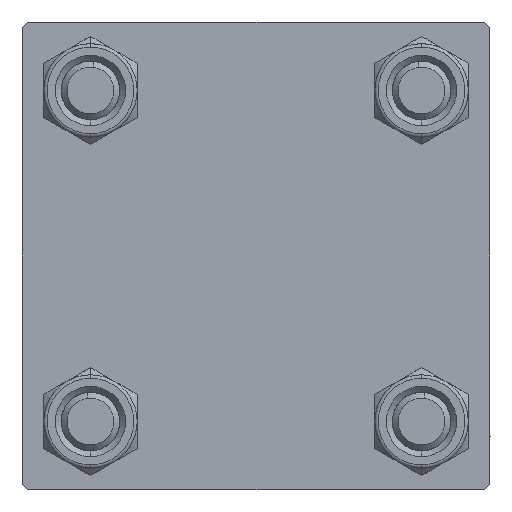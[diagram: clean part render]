
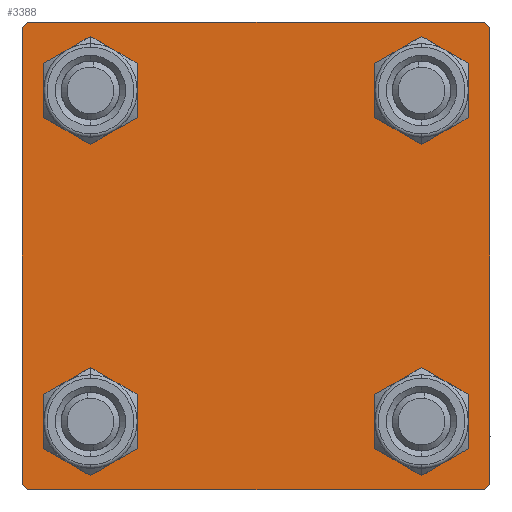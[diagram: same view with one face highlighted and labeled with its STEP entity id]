
A CAD part, left-side view. The second image highlights one B-rep face of the part: STEP entity #3388.
In plain terms, the highlighted planar face has unit normal (-1, 0, 0).
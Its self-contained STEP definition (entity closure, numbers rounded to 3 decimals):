
#16 = ORIENTED_EDGE ( 'NONE', *, *, #27200, .T. ) ;
#169 = FACE_BOUND ( 'NONE', #11827, .T. ) ;
#2064 = EDGE_CURVE ( 'NONE', #42081, #34205, #48187, .T. ) ;
#2729 = CIRCLE ( 'NONE', #34956, 3. ) ;
#2964 = LINE ( 'NONE', #26754, #45007 ) ;
#3009 = ORIENTED_EDGE ( 'NONE', *, *, #13054, .T. ) ;
#3388 = ADVANCED_FACE ( 'NONE', ( #35375, #43240, #169, #31329, #23983 ), #23223, .T. ) ;
#4139 = EDGE_CURVE ( 'NONE', #36978, #48934, #19329, .T. ) ;
#4311 = EDGE_CURVE ( 'NONE', #8828, #29316, #37509, .T. ) ;
#4512 = LINE ( 'NONE', #19971, #16889 ) ;
#4735 = DIRECTION ( 'NONE',  ( 0., 0., -1. ) ) ;
#5308 = DIRECTION ( 'NONE',  ( 1., 0., 0. ) ) ;
#5975 = CIRCLE ( 'NONE', #9223, 3. ) ;
#6296 = EDGE_CURVE ( 'NONE', #45558, #26838, #8530, .T. ) ;
#6380 = AXIS2_PLACEMENT_3D ( 'NONE', #32446, #9612, #47409 ) ;
#6434 = CARTESIAN_POINT ( 'NONE',  ( 0., -20., -19.5 ) ) ;
#7320 = DIRECTION ( 'NONE',  ( 0., 0., 1. ) ) ;
#7752 = CARTESIAN_POINT ( 'NONE',  ( 0., 14.15, -14.15 ) ) ;
#8494 = ORIENTED_EDGE ( 'NONE', *, *, #33593, .T. ) ;
#8530 = LINE ( 'NONE', #39464, #12086 ) ;
#8698 = CIRCLE ( 'NONE', #18406, 3. ) ;
#8828 = VERTEX_POINT ( 'NONE', #11293 ) ;
#9114 = DIRECTION ( 'NONE',  ( 1., 0., 0. ) ) ;
#9223 = AXIS2_PLACEMENT_3D ( 'NONE', #47895, #9114, #28656 ) ;
#9341 = CARTESIAN_POINT ( 'NONE',  ( 0., 14.15, 14.15 ) ) ;
#9558 = EDGE_CURVE ( 'NONE', #17834, #12765, #20318, .T. ) ;
#9612 = DIRECTION ( 'NONE',  ( 1., 0., 0. ) ) ;
#10116 = CARTESIAN_POINT ( 'NONE',  ( 0., 20., 20. ) ) ;
#10664 = DIRECTION ( 'NONE',  ( 0., 0., 1. ) ) ;
#10777 = DIRECTION ( 'NONE',  ( 0., 0.707, 0.707 ) ) ;
#10878 = DIRECTION ( 'NONE',  ( 1., 0., 0. ) ) ;
#11293 = CARTESIAN_POINT ( 'NONE',  ( 0., 19.5, 20. ) ) ;
#11303 = ORIENTED_EDGE ( 'NONE', *, *, #9558, .T. ) ;
#11325 = VECTOR ( 'NONE', #24477, 1000. ) ;
#11827 = EDGE_LOOP ( 'NONE', ( #49785, #11303 ) ) ;
#12086 = VECTOR ( 'NONE', #4735, 1000. ) ;
#12517 = EDGE_CURVE ( 'NONE', #48934, #36978, #29346, .T. ) ;
#12571 = CARTESIAN_POINT ( 'NONE',  ( 0., 14.15, 11.15 ) ) ;
#12765 = VERTEX_POINT ( 'NONE', #25823 ) ;
#12893 = ORIENTED_EDGE ( 'NONE', *, *, #37506, .T. ) ;
#13054 = EDGE_CURVE ( 'NONE', #20883, #42823, #17142, .T. ) ;
#13464 = CARTESIAN_POINT ( 'NONE',  ( 0., -20., 20. ) ) ;
#13478 = CARTESIAN_POINT ( 'NONE',  ( 0., -20., 19.5 ) ) ;
#13883 = CARTESIAN_POINT ( 'NONE',  ( 0., 14.15, -14.15 ) ) ;
#14032 = CARTESIAN_POINT ( 'NONE',  ( 0., -14.15, 11.15 ) ) ;
#14245 = VECTOR ( 'NONE', #21286, 1000. ) ;
#14470 = CARTESIAN_POINT ( 'NONE',  ( 0., -14.15, -14.15 ) ) ;
#14699 = EDGE_CURVE ( 'NONE', #29808, #35054, #2729, .T. ) ;
#14899 = DIRECTION ( 'NONE',  ( 0., 0.707, -0.707 ) ) ;
#16274 = VERTEX_POINT ( 'NONE', #16355 ) ;
#16344 = CIRCLE ( 'NONE', #38196, 3. ) ;
#16355 = CARTESIAN_POINT ( 'NONE',  ( 0., -14.15, -17.15 ) ) ;
#16443 = ORIENTED_EDGE ( 'NONE', *, *, #27614, .T. ) ;
#16796 = VERTEX_POINT ( 'NONE', #33924 ) ;
#16889 = VECTOR ( 'NONE', #14899, 1000. ) ;
#17142 = LINE ( 'NONE', #32598, #29377 ) ;
#17151 = ORIENTED_EDGE ( 'NONE', *, *, #30970, .T. ) ;
#17834 = VERTEX_POINT ( 'NONE', #49331 ) ;
#17943 = DIRECTION ( 'NONE',  ( 1., 0., 0. ) ) ;
#18406 = AXIS2_PLACEMENT_3D ( 'NONE', #45872, #45635, #44895 ) ;
#19329 = CIRCLE ( 'NONE', #6380, 3. ) ;
#19667 = CARTESIAN_POINT ( 'NONE',  ( 0., 0., 0. ) ) ;
#19929 = ORIENTED_EDGE ( 'NONE', *, *, #14699, .T. ) ;
#19971 = CARTESIAN_POINT ( 'NONE',  ( 0., 19.75, 19.75 ) ) ;
#20166 = DIRECTION ( 'NONE',  ( 0., 0., 1. ) ) ;
#20318 = CIRCLE ( 'NONE', #30062, 3. ) ;
#20349 = EDGE_CURVE ( 'NONE', #16274, #16796, #5975, .T. ) ;
#20419 = DIRECTION ( 'NONE',  ( -1., 0., 0. ) ) ;
#20883 = VERTEX_POINT ( 'NONE', #24504 ) ;
#20942 = AXIS2_PLACEMENT_3D ( 'NONE', #19667, #20419, #20166 ) ;
#21101 = ORIENTED_EDGE ( 'NONE', *, *, #4311, .F. ) ;
#21286 = DIRECTION ( 'NONE',  ( 0., -0.707, 0.707 ) ) ;
#21662 = EDGE_CURVE ( 'NONE', #12765, #17834, #40828, .T. ) ;
#22022 = EDGE_LOOP ( 'NONE', ( #27524, #31110 ) ) ;
#23223 = PLANE ( 'NONE',  #20942 ) ;
#23983 = FACE_OUTER_BOUND ( 'NONE', #38212, .T. ) ;
#24011 = ORIENTED_EDGE ( 'NONE', *, *, #6296, .T. ) ;
#24477 = DIRECTION ( 'NONE',  ( 0., -0.707, -0.707 ) ) ;
#24504 = CARTESIAN_POINT ( 'NONE',  ( 0., 19.5, -20. ) ) ;
#24839 = DIRECTION ( 'NONE',  ( 0., 0., 1. ) ) ;
#25261 = DIRECTION ( 'NONE',  ( 0., -1., 0. ) ) ;
#25657 = DIRECTION ( 'NONE',  ( 0., 0., -1. ) ) ;
#25823 = CARTESIAN_POINT ( 'NONE',  ( 0., 14.15, -11.15 ) ) ;
#26111 = DIRECTION ( 'NONE',  ( 0., -1., 0. ) ) ;
#26585 = VECTOR ( 'NONE', #25657, 1000. ) ;
#26754 = CARTESIAN_POINT ( 'NONE',  ( 0., -19.75, 19.75 ) ) ;
#26838 = VERTEX_POINT ( 'NONE', #40330 ) ;
#27200 = EDGE_CURVE ( 'NONE', #42823, #34205, #36981, .T. ) ;
#27524 = ORIENTED_EDGE ( 'NONE', *, *, #45484, .T. ) ;
#27614 = EDGE_CURVE ( 'NONE', #42081, #29316, #2964, .T. ) ;
#28025 = CARTESIAN_POINT ( 'NONE',  ( 0., 19.75, -19.75 ) ) ;
#28626 = ORIENTED_EDGE ( 'NONE', *, *, #12517, .T. ) ;
#28656 = DIRECTION ( 'NONE',  ( 0., 0., 1. ) ) ;
#29316 = VERTEX_POINT ( 'NONE', #45605 ) ;
#29346 = CIRCLE ( 'NONE', #48740, 3. ) ;
#29377 = VECTOR ( 'NONE', #25261, 1000. ) ;
#29808 = VERTEX_POINT ( 'NONE', #12571 ) ;
#29958 = DIRECTION ( 'NONE',  ( 1., 0., 0. ) ) ;
#30062 = AXIS2_PLACEMENT_3D ( 'NONE', #13883, #17943, #45057 ) ;
#30174 = CARTESIAN_POINT ( 'NONE',  ( 0., -14.15, 14.15 ) ) ;
#30445 = CARTESIAN_POINT ( 'NONE',  ( 0., 20., 19.5 ) ) ;
#30970 = EDGE_CURVE ( 'NONE', #35054, #29808, #8698, .T. ) ;
#31110 = ORIENTED_EDGE ( 'NONE', *, *, #20349, .T. ) ;
#31170 = EDGE_LOOP ( 'NONE', ( #17151, #19929 ) ) ;
#31329 = FACE_BOUND ( 'NONE', #31170, .T. ) ;
#31568 = LINE ( 'NONE', #28025, #11325 ) ;
#32446 = CARTESIAN_POINT ( 'NONE',  ( 0., -14.15, 14.15 ) ) ;
#32598 = CARTESIAN_POINT ( 'NONE',  ( 0., 20., -20. ) ) ;
#33593 = EDGE_CURVE ( 'NONE', #8828, #45558, #4512, .T. ) ;
#33924 = CARTESIAN_POINT ( 'NONE',  ( 0., -14.15, -11.15 ) ) ;
#34205 = VERTEX_POINT ( 'NONE', #6434 ) ;
#34553 = CARTESIAN_POINT ( 'NONE',  ( 0., 14.15, 17.15 ) ) ;
#34890 = DIRECTION ( 'NONE',  ( 0., 0., 1. ) ) ;
#34956 = AXIS2_PLACEMENT_3D ( 'NONE', #9341, #5308, #24839 ) ;
#35054 = VERTEX_POINT ( 'NONE', #34553 ) ;
#35375 = FACE_BOUND ( 'NONE', #41702, .T. ) ;
#36978 = VERTEX_POINT ( 'NONE', #45683 ) ;
#36981 = LINE ( 'NONE', #37481, #14245 ) ;
#37481 = CARTESIAN_POINT ( 'NONE',  ( 0., -19.75, -19.75 ) ) ;
#37506 = EDGE_CURVE ( 'NONE', #26838, #20883, #31568, .T. ) ;
#37509 = LINE ( 'NONE', #10116, #43661 ) ;
#38196 = AXIS2_PLACEMENT_3D ( 'NONE', #14470, #29958, #10664 ) ;
#38212 = EDGE_LOOP ( 'NONE', ( #24011, #12893, #3009, #16, #39852, #16443, #21101, #8494 ) ) ;
#38756 = ORIENTED_EDGE ( 'NONE', *, *, #4139, .T. ) ;
#38866 = CARTESIAN_POINT ( 'NONE',  ( 0., -19.5, -20. ) ) ;
#39464 = CARTESIAN_POINT ( 'NONE',  ( 0., 20., 20. ) ) ;
#39852 = ORIENTED_EDGE ( 'NONE', *, *, #2064, .F. ) ;
#40330 = CARTESIAN_POINT ( 'NONE',  ( 0., 20., -19.5 ) ) ;
#40828 = CIRCLE ( 'NONE', #49692, 3. ) ;
#41702 = EDGE_LOOP ( 'NONE', ( #38756, #28626 ) ) ;
#42081 = VERTEX_POINT ( 'NONE', #13478 ) ;
#42823 = VERTEX_POINT ( 'NONE', #38866 ) ;
#43240 = FACE_BOUND ( 'NONE', #22022, .T. ) ;
#43661 = VECTOR ( 'NONE', #26111, 1000. ) ;
#44895 = DIRECTION ( 'NONE',  ( 0., 0., 1. ) ) ;
#45007 = VECTOR ( 'NONE', #10777, 1000. ) ;
#45057 = DIRECTION ( 'NONE',  ( 0., 0., 1. ) ) ;
#45484 = EDGE_CURVE ( 'NONE', #16796, #16274, #16344, .T. ) ;
#45558 = VERTEX_POINT ( 'NONE', #30445 ) ;
#45605 = CARTESIAN_POINT ( 'NONE',  ( 0., -19.5, 20. ) ) ;
#45635 = DIRECTION ( 'NONE',  ( 1., 0., 0. ) ) ;
#45683 = CARTESIAN_POINT ( 'NONE',  ( 0., -14.15, 17.15 ) ) ;
#45872 = CARTESIAN_POINT ( 'NONE',  ( 0., 14.15, 14.15 ) ) ;
#47409 = DIRECTION ( 'NONE',  ( 0., 0., 1. ) ) ;
#47895 = CARTESIAN_POINT ( 'NONE',  ( 0., -14.15, -14.15 ) ) ;
#48187 = LINE ( 'NONE', #13464, #26585 ) ;
#48740 = AXIS2_PLACEMENT_3D ( 'NONE', #30174, #10878, #7320 ) ;
#48934 = VERTEX_POINT ( 'NONE', #14032 ) ;
#49331 = CARTESIAN_POINT ( 'NONE',  ( 0., 14.15, -17.15 ) ) ;
#49692 = AXIS2_PLACEMENT_3D ( 'NONE', #7752, #49824, #34890 ) ;
#49785 = ORIENTED_EDGE ( 'NONE', *, *, #21662, .T. ) ;
#49824 = DIRECTION ( 'NONE',  ( 1., 0., 0. ) ) ;
